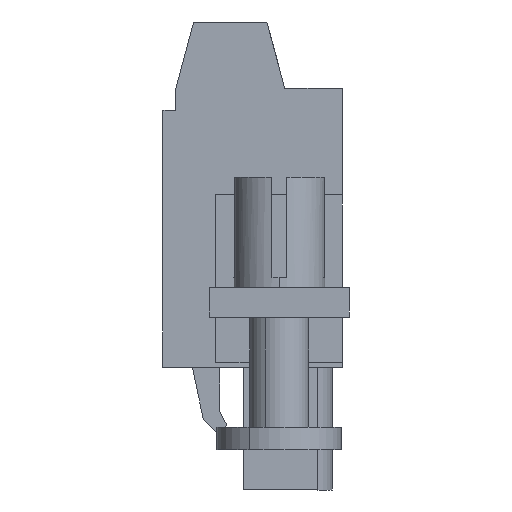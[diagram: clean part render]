
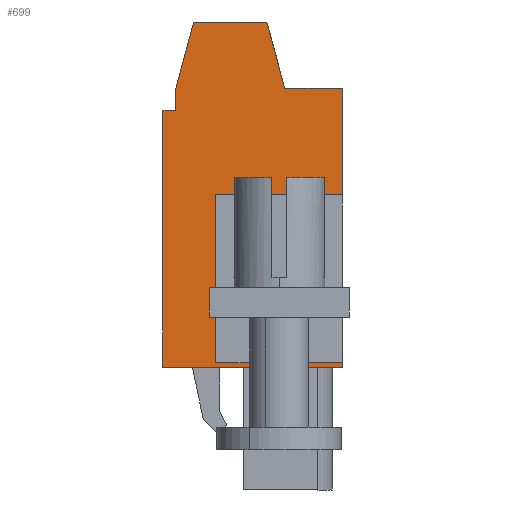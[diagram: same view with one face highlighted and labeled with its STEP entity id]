
A CAD part, left-side view. The second image highlights one B-rep face of the part: STEP entity #699.
In plain terms, the highlighted planar face has unit normal (-1, 0, 0).
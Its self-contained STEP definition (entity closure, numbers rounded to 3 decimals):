
#607=AXIS2_PLACEMENT_3D('Plane Axis2P3D',#604,#605,#606) ;
#49=CARTESIAN_POINT('Vertex',(12.1,12.65,25.8)) ;
#52=CARTESIAN_POINT('Line Origine',(12.1,12.213,25.8)) ;
#56=CARTESIAN_POINT('Vertex',(12.1,11.775,25.8)) ;
#129=CARTESIAN_POINT('Vertex',(12.1,12.65,8.35)) ;
#132=CARTESIAN_POINT('Line Origine',(12.1,12.65,17.075)) ;
#604=CARTESIAN_POINT('Axis2P3D Location',(12.1,0.,0.)) ;
#609=CARTESIAN_POINT('Line Origine',(12.1,0.45,23.675)) ;
#613=CARTESIAN_POINT('Vertex',(12.1,0.45,20.05)) ;
#615=CARTESIAN_POINT('Vertex',(12.1,0.45,27.3)) ;
#618=CARTESIAN_POINT('Line Origine',(12.1,2.412,27.3)) ;
#622=CARTESIAN_POINT('Vertex',(12.1,4.375,27.3)) ;
#625=CARTESIAN_POINT('Line Origine',(12.1,4.978,29.55)) ;
#629=CARTESIAN_POINT('Vertex',(12.1,5.581,31.8)) ;
#632=CARTESIAN_POINT('Line Origine',(12.1,8.075,31.8)) ;
#636=CARTESIAN_POINT('Vertex',(12.1,10.569,31.8)) ;
#639=CARTESIAN_POINT('Line Origine',(12.1,11.172,29.55)) ;
#643=CARTESIAN_POINT('Vertex',(12.1,11.775,27.3)) ;
#646=CARTESIAN_POINT('Line Origine',(12.1,11.775,26.55)) ;
#651=CARTESIAN_POINT('Line Origine',(12.1,6.55,8.35)) ;
#655=CARTESIAN_POINT('Vertex',(12.1,0.45,8.35)) ;
#658=CARTESIAN_POINT('Line Origine',(12.1,0.45,8.5)) ;
#662=CARTESIAN_POINT('Vertex',(12.1,0.45,8.65)) ;
#665=CARTESIAN_POINT('Line Origine',(12.1,4.75,8.65)) ;
#669=CARTESIAN_POINT('Vertex',(12.1,9.05,8.65)) ;
#672=CARTESIAN_POINT('Line Origine',(12.1,9.05,14.35)) ;
#676=CARTESIAN_POINT('Vertex',(12.1,9.05,20.05)) ;
#679=CARTESIAN_POINT('Line Origine',(12.1,4.75,20.05)) ;
#53=DIRECTION('Vector Direction',(0.,1.,0.)) ;
#133=DIRECTION('Vector Direction',(0.,0.,-1.)) ;
#605=DIRECTION('Axis2P3D Direction',(-1.,0.,0.)) ;
#606=DIRECTION('Axis2P3D XDirection',(0.,0.,1.)) ;
#610=DIRECTION('Vector Direction',(0.,0.,1.)) ;
#619=DIRECTION('Vector Direction',(0.,1.,0.)) ;
#626=DIRECTION('Vector Direction',(0.,0.259,0.966)) ;
#633=DIRECTION('Vector Direction',(0.,1.,0.)) ;
#640=DIRECTION('Vector Direction',(0.,0.259,-0.966)) ;
#647=DIRECTION('Vector Direction',(0.,0.,-1.)) ;
#652=DIRECTION('Vector Direction',(0.,-1.,0.)) ;
#659=DIRECTION('Vector Direction',(0.,0.,1.)) ;
#666=DIRECTION('Vector Direction',(0.,-1.,0.)) ;
#673=DIRECTION('Vector Direction',(0.,0.,-1.)) ;
#680=DIRECTION('Vector Direction',(0.,-1.,0.)) ;
#54=VECTOR('Line Direction',#53,1.) ;
#134=VECTOR('Line Direction',#133,1.) ;
#611=VECTOR('Line Direction',#610,1.) ;
#620=VECTOR('Line Direction',#619,1.) ;
#627=VECTOR('Line Direction',#626,1.) ;
#634=VECTOR('Line Direction',#633,1.) ;
#641=VECTOR('Line Direction',#640,1.) ;
#648=VECTOR('Line Direction',#647,1.) ;
#653=VECTOR('Line Direction',#652,1.) ;
#660=VECTOR('Line Direction',#659,1.) ;
#667=VECTOR('Line Direction',#666,1.) ;
#674=VECTOR('Line Direction',#673,1.) ;
#681=VECTOR('Line Direction',#680,1.) ;
#685=ORIENTED_EDGE('',*,*,#617,.T.) ;
#686=ORIENTED_EDGE('',*,*,#624,.T.) ;
#687=ORIENTED_EDGE('',*,*,#631,.T.) ;
#688=ORIENTED_EDGE('',*,*,#638,.T.) ;
#689=ORIENTED_EDGE('',*,*,#645,.T.) ;
#690=ORIENTED_EDGE('',*,*,#650,.T.) ;
#691=ORIENTED_EDGE('',*,*,#58,.T.) ;
#692=ORIENTED_EDGE('',*,*,#136,.T.) ;
#693=ORIENTED_EDGE('',*,*,#657,.T.) ;
#694=ORIENTED_EDGE('',*,*,#664,.T.) ;
#695=ORIENTED_EDGE('',*,*,#671,.F.) ;
#696=ORIENTED_EDGE('',*,*,#678,.F.) ;
#697=ORIENTED_EDGE('',*,*,#683,.T.) ;
#699=ADVANCED_FACE('HOUSING',(#698),#608,.T.) ;
#58=EDGE_CURVE('',#57,#50,#55,.T.) ;
#136=EDGE_CURVE('',#50,#130,#135,.T.) ;
#617=EDGE_CURVE('',#614,#616,#612,.T.) ;
#624=EDGE_CURVE('',#616,#623,#621,.T.) ;
#631=EDGE_CURVE('',#623,#630,#628,.T.) ;
#638=EDGE_CURVE('',#630,#637,#635,.T.) ;
#645=EDGE_CURVE('',#637,#644,#642,.T.) ;
#650=EDGE_CURVE('',#644,#57,#649,.T.) ;
#657=EDGE_CURVE('',#130,#656,#654,.T.) ;
#664=EDGE_CURVE('',#656,#663,#661,.T.) ;
#671=EDGE_CURVE('',#670,#663,#668,.T.) ;
#678=EDGE_CURVE('',#677,#670,#675,.T.) ;
#683=EDGE_CURVE('',#677,#614,#682,.T.) ;
#684=EDGE_LOOP('',(#685,#686,#687,#688,#689,#690,#691,#692,#693,#694,#695,#696,#697)) ;
#698=FACE_OUTER_BOUND('',#684,.T.) ;
#55=LINE('Line',#52,#54) ;
#135=LINE('Line',#132,#134) ;
#612=LINE('Line',#609,#611) ;
#621=LINE('Line',#618,#620) ;
#628=LINE('Line',#625,#627) ;
#635=LINE('Line',#632,#634) ;
#642=LINE('Line',#639,#641) ;
#649=LINE('Line',#646,#648) ;
#654=LINE('Line',#651,#653) ;
#661=LINE('Line',#658,#660) ;
#668=LINE('Line',#665,#667) ;
#675=LINE('Line',#672,#674) ;
#682=LINE('Line',#679,#681) ;
#608=PLANE('',#607) ;
#50=VERTEX_POINT('',#49) ;
#57=VERTEX_POINT('',#56) ;
#130=VERTEX_POINT('',#129) ;
#614=VERTEX_POINT('',#613) ;
#616=VERTEX_POINT('',#615) ;
#623=VERTEX_POINT('',#622) ;
#630=VERTEX_POINT('',#629) ;
#637=VERTEX_POINT('',#636) ;
#644=VERTEX_POINT('',#643) ;
#656=VERTEX_POINT('',#655) ;
#663=VERTEX_POINT('',#662) ;
#670=VERTEX_POINT('',#669) ;
#677=VERTEX_POINT('',#676) ;
